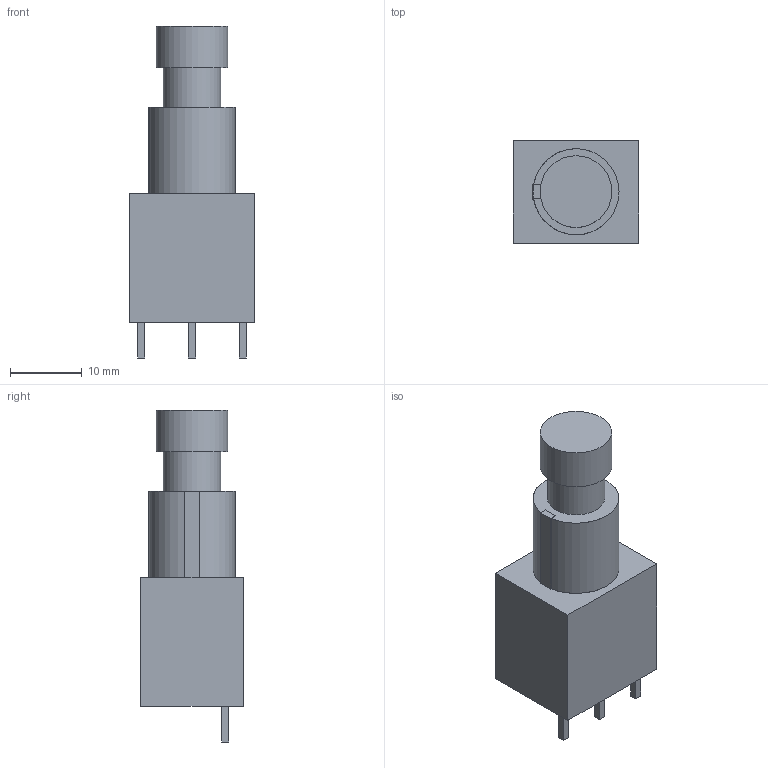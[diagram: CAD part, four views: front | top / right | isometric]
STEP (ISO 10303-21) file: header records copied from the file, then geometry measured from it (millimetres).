
FILE_DESCRIPTION(('FreeCAD Model'),'2;1');
FILE_NAME('Open CASCADE Shape Model','2025-09-24T16:53:32',(''),(''), 'Open CASCADE STEP processor 7.8','FreeCAD','Unknown');
FILE_SCHEMA(('AP242_MANAGED_MODEL_BASED_3D_ENGINEERING_MIM_LF. {1 0 10303 442 1 1 4 }'));
Length unit declared in the file: millimetre
Products named in the file (13): Unnamed; cube; cylinder001; cylinder002; Group; cylinder; cube001; difference; union; cube002; cube003; cube004; Group001
Assembly tree (12 placements, depth 2):
  Unnamed
    cube
    cylinder001
    cylinder002
    Group
    cylinder
    cube001
    difference
    union
    cube002
    cube003
    cube004
    Group001
Bounding box: 17.5 x 14.3 x 46.3 mm (x, y, z)
Volume: 10810.5 mm3; surface area: 5394.2 mm2
Topology: 14 solids, 14 shells, 78 faces, 145 edges, 98 vertices
Faces by surface type: plane 69, cylinder 9
Full cylindrical faces by diameter (mm): 8 x3, 10 x3, 12 x1
Entity records: 2264 total; most frequent: DIRECTION 349, CARTESIAN_POINT 334, ORIENTED_EDGE 290, EDGE_CURVE 145, LINE 123, VECTOR 123, AXIS2_PLACEMENT_3D 113, VERTEX_POINT 98
